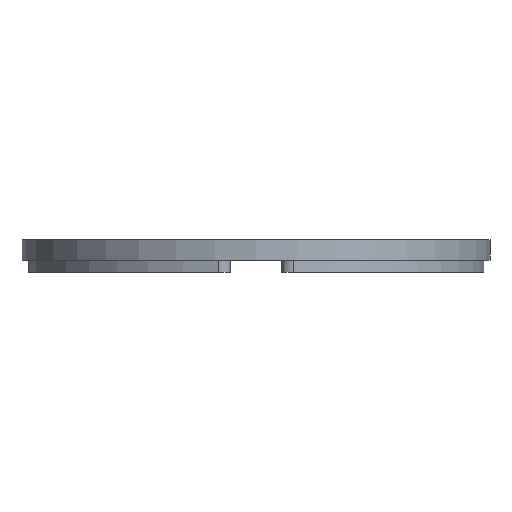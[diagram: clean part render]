
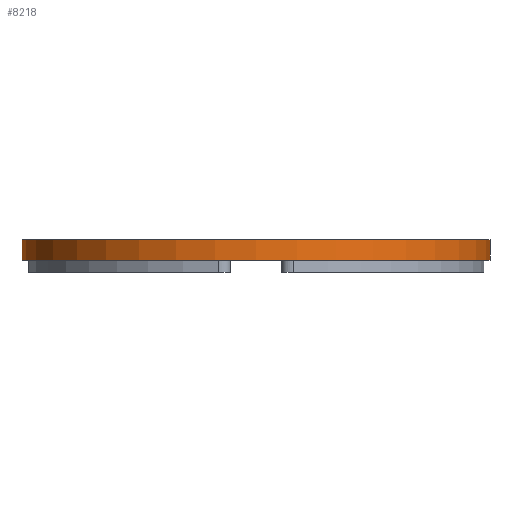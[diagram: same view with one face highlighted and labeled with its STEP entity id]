
A CAD part, front view. The second image highlights one B-rep face of the part: STEP entity #8218.
In plain terms, the highlighted cylindrical face has radius 11.5 mm (diameter 23 mm), a partial arc.
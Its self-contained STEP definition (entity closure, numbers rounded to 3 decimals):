
#230 = DIRECTION ( 'NONE',  ( 0., 0., -1. ) ) ;
#236 = CARTESIAN_POINT ( 'NONE',  ( -11.5, 0., 0. ) ) ;
#837 = VECTOR ( 'NONE', #230, 1000. ) ;
#1133 = CYLINDRICAL_SURFACE ( 'NONE', #6723, 11.5 ) ;
#1658 = CARTESIAN_POINT ( 'NONE',  ( 11.5, 0., 0. ) ) ;
#1777 = ORIENTED_EDGE ( 'NONE', *, *, #1830, .F. ) ;
#1830 = EDGE_CURVE ( 'NONE', #5081, #6786, #9254, .T. ) ;
#2170 = CARTESIAN_POINT ( 'NONE',  ( 11.5, 0., 1. ) ) ;
#3075 = DIRECTION ( 'NONE',  ( -1., 0., 0. ) ) ;
#3624 = CIRCLE ( 'NONE', #10367, 11.5 ) ;
#4214 = DIRECTION ( 'NONE',  ( 1., 0., 0. ) ) ;
#4677 = CARTESIAN_POINT ( 'NONE',  ( -11.5, 0., 1. ) ) ;
#4834 = DIRECTION ( 'NONE',  ( 0., 0., -1. ) ) ;
#5031 = CARTESIAN_POINT ( 'NONE',  ( 0., 0., 1. ) ) ;
#5081 = VERTEX_POINT ( 'NONE', #2170 ) ;
#5171 = AXIS2_PLACEMENT_3D ( 'NONE', #7949, #8792, #9693 ) ;
#5337 = EDGE_CURVE ( 'NONE', #10592, #7965, #7769, .T. ) ;
#5371 = EDGE_CURVE ( 'NONE', #7965, #6786, #9849, .T. ) ;
#5778 = EDGE_LOOP ( 'NONE', ( #1777, #5820, #9454, #5932 ) ) ;
#5807 = VECTOR ( 'NONE', #8759, 1000. ) ;
#5820 = ORIENTED_EDGE ( 'NONE', *, *, #9022, .F. ) ;
#5932 = ORIENTED_EDGE ( 'NONE', *, *, #5371, .T. ) ;
#6668 = DIRECTION ( 'NONE',  ( 0., 0., 1. ) ) ;
#6723 = AXIS2_PLACEMENT_3D ( 'NONE', #8897, #4834, #3075 ) ;
#6786 = VERTEX_POINT ( 'NONE', #1658 ) ;
#7769 = LINE ( 'NONE', #4677, #5807 ) ;
#7841 = CARTESIAN_POINT ( 'NONE',  ( 11.5, 0., 1. ) ) ;
#7949 = CARTESIAN_POINT ( 'NONE',  ( 0., 0., 0. ) ) ;
#7965 = VERTEX_POINT ( 'NONE', #236 ) ;
#8218 = ADVANCED_FACE ( 'NONE', ( #8518 ), #1133, .T. ) ;
#8518 = FACE_OUTER_BOUND ( 'NONE', #5778, .T. ) ;
#8759 = DIRECTION ( 'NONE',  ( 0., 0., -1. ) ) ;
#8792 = DIRECTION ( 'NONE',  ( 0., 0., 1. ) ) ;
#8897 = CARTESIAN_POINT ( 'NONE',  ( 0., 0., 1. ) ) ;
#9022 = EDGE_CURVE ( 'NONE', #10592, #5081, #3624, .T. ) ;
#9254 = LINE ( 'NONE', #7841, #837 ) ;
#9454 = ORIENTED_EDGE ( 'NONE', *, *, #5337, .T. ) ;
#9693 = DIRECTION ( 'NONE',  ( 1., 0., 0. ) ) ;
#9849 = CIRCLE ( 'NONE', #5171, 11.5 ) ;
#9874 = CARTESIAN_POINT ( 'NONE',  ( -11.5, 0., 1. ) ) ;
#10367 = AXIS2_PLACEMENT_3D ( 'NONE', #5031, #6668, #4214 ) ;
#10592 = VERTEX_POINT ( 'NONE', #9874 ) ;
